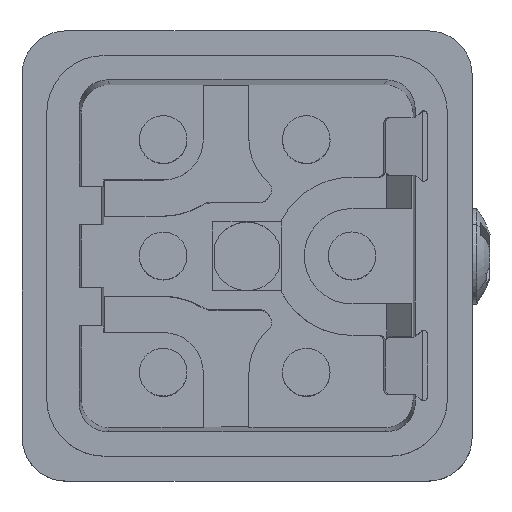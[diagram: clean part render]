
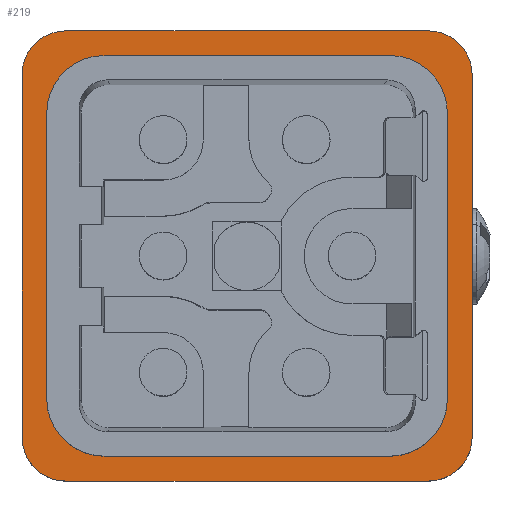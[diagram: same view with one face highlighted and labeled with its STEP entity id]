
A CAD part, top view. The second image highlights one B-rep face of the part: STEP entity #219.
In plain terms, the highlighted planar face has unit normal (0, 0, 1).
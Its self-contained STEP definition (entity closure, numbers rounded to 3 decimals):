
#38=AXIS2_PLACEMENT_3D('Circle Axis2P3D',#36,#37,$) ;
#82=AXIS2_PLACEMENT_3D('Plane Axis2P3D',#79,#80,#81) ;
#95=AXIS2_PLACEMENT_3D('Circle Axis2P3D',#93,#94,$) ;
#109=AXIS2_PLACEMENT_3D('Circle Axis2P3D',#107,#108,$) ;
#123=AXIS2_PLACEMENT_3D('Circle Axis2P3D',#121,#122,$) ;
#171=AXIS2_PLACEMENT_3D('Circle Axis2P3D',#169,#170,$) ;
#185=AXIS2_PLACEMENT_3D('Circle Axis2P3D',#183,#184,$) ;
#199=AXIS2_PLACEMENT_3D('Circle Axis2P3D',#197,#198,$) ;
#36=CARTESIAN_POINT('Axis2P3D Location',(4.3,4.3,36.895)) ;
#40=CARTESIAN_POINT('Vertex',(4.3,1.3,36.895)) ;
#42=CARTESIAN_POINT('Vertex',(1.3,4.3,36.895)) ;
#79=CARTESIAN_POINT('Axis2P3D Location',(16.538,1.375,36.895)) ;
#84=CARTESIAN_POINT('Line Origine',(11.8,0.,36.895)) ;
#88=CARTESIAN_POINT('Vertex',(21.3,0.,36.895)) ;
#90=CARTESIAN_POINT('Vertex',(2.3,0.,36.895)) ;
#93=CARTESIAN_POINT('Axis2P3D Location',(21.3,2.3,36.895)) ;
#97=CARTESIAN_POINT('Vertex',(23.6,2.3,36.895)) ;
#100=CARTESIAN_POINT('Line Origine',(23.6,11.8,36.895)) ;
#104=CARTESIAN_POINT('Vertex',(23.6,21.3,36.895)) ;
#107=CARTESIAN_POINT('Axis2P3D Location',(21.3,21.3,36.895)) ;
#111=CARTESIAN_POINT('Vertex',(21.3,23.6,36.895)) ;
#114=CARTESIAN_POINT('Line Origine',(11.8,23.6,36.895)) ;
#118=CARTESIAN_POINT('Vertex',(2.3,23.6,36.895)) ;
#121=CARTESIAN_POINT('Axis2P3D Location',(2.3,21.3,36.895)) ;
#125=CARTESIAN_POINT('Vertex',(0.,21.3,36.895)) ;
#128=CARTESIAN_POINT('Line Origine',(0.,11.8,36.895)) ;
#132=CARTESIAN_POINT('Vertex',(0.,2.3,36.895)) ;
#136=CARTESIAN_POINT('Control Point',(0.,2.3,36.895)) ;
#137=CARTESIAN_POINT('Control Point',(0.,2.077,36.895)) ;
#138=CARTESIAN_POINT('Control Point',(0.027,1.854,36.895)) ;
#139=CARTESIAN_POINT('Control Point',(0.081,1.636,36.895)) ;
#140=CARTESIAN_POINT('Control Point',(0.241,1.216,36.895)) ;
#141=CARTESIAN_POINT('Control Point',(0.496,0.847,36.895)) ;
#142=CARTESIAN_POINT('Control Point',(0.646,0.679,36.895)) ;
#143=CARTESIAN_POINT('Control Point',(0.983,0.382,36.895)) ;
#144=CARTESIAN_POINT('Control Point',(1.381,0.174,36.895)) ;
#145=CARTESIAN_POINT('Control Point',(1.592,0.095,36.895)) ;
#146=CARTESIAN_POINT('Control Point',(1.863,0.029,36.895)) ;
#147=CARTESIAN_POINT('Control Point',(2.138,0.005,36.895)) ;
#148=CARTESIAN_POINT('Control Point',(2.192,0.002,36.895)) ;
#149=CARTESIAN_POINT('Control Point',(2.246,0.,36.895)) ;
#150=CARTESIAN_POINT('Control Point',(2.3,0.,36.895)) ;
#162=CARTESIAN_POINT('Line Origine',(1.3,11.8,36.895)) ;
#166=CARTESIAN_POINT('Vertex',(1.3,19.3,36.895)) ;
#169=CARTESIAN_POINT('Axis2P3D Location',(4.3,19.3,36.895)) ;
#173=CARTESIAN_POINT('Vertex',(4.3,22.3,36.895)) ;
#176=CARTESIAN_POINT('Line Origine',(11.8,22.3,36.895)) ;
#180=CARTESIAN_POINT('Vertex',(19.3,22.3,36.895)) ;
#183=CARTESIAN_POINT('Axis2P3D Location',(19.3,19.3,36.895)) ;
#187=CARTESIAN_POINT('Vertex',(22.3,19.3,36.895)) ;
#190=CARTESIAN_POINT('Line Origine',(22.3,11.8,36.895)) ;
#194=CARTESIAN_POINT('Vertex',(22.3,4.3,36.895)) ;
#197=CARTESIAN_POINT('Axis2P3D Location',(19.3,4.3,36.895)) ;
#201=CARTESIAN_POINT('Vertex',(19.3,1.3,36.895)) ;
#204=CARTESIAN_POINT('Line Origine',(11.8,1.3,36.895)) ;
#37=DIRECTION('Axis2P3D Direction',(0.,0.,-1.)) ;
#80=DIRECTION('Axis2P3D Direction',(0.,0.,-1.)) ;
#81=DIRECTION('Axis2P3D XDirection',(-1.,0.,0.)) ;
#85=DIRECTION('Vector Direction',(-1.,0.,0.)) ;
#94=DIRECTION('Axis2P3D Direction',(0.,0.,-1.)) ;
#101=DIRECTION('Vector Direction',(0.,-1.,0.)) ;
#108=DIRECTION('Axis2P3D Direction',(0.,0.,-1.)) ;
#115=DIRECTION('Vector Direction',(1.,0.,0.)) ;
#122=DIRECTION('Axis2P3D Direction',(0.,0.,-1.)) ;
#129=DIRECTION('Vector Direction',(0.,1.,0.)) ;
#163=DIRECTION('Vector Direction',(0.,-1.,0.)) ;
#170=DIRECTION('Axis2P3D Direction',(0.,0.,-1.)) ;
#177=DIRECTION('Vector Direction',(-1.,0.,0.)) ;
#184=DIRECTION('Axis2P3D Direction',(0.,0.,-1.)) ;
#191=DIRECTION('Vector Direction',(0.,1.,0.)) ;
#198=DIRECTION('Axis2P3D Direction',(0.,0.,-1.)) ;
#205=DIRECTION('Vector Direction',(1.,0.,0.)) ;
#86=VECTOR('Line Direction',#85,1.) ;
#102=VECTOR('Line Direction',#101,1.) ;
#116=VECTOR('Line Direction',#115,1.) ;
#130=VECTOR('Line Direction',#129,1.) ;
#164=VECTOR('Line Direction',#163,1.) ;
#178=VECTOR('Line Direction',#177,1.) ;
#192=VECTOR('Line Direction',#191,1.) ;
#206=VECTOR('Line Direction',#205,1.) ;
#153=ORIENTED_EDGE('',*,*,#92,.F.) ;
#154=ORIENTED_EDGE('',*,*,#99,.F.) ;
#155=ORIENTED_EDGE('',*,*,#106,.F.) ;
#156=ORIENTED_EDGE('',*,*,#113,.F.) ;
#157=ORIENTED_EDGE('',*,*,#120,.F.) ;
#158=ORIENTED_EDGE('',*,*,#127,.F.) ;
#159=ORIENTED_EDGE('',*,*,#134,.F.) ;
#160=ORIENTED_EDGE('',*,*,#151,.T.) ;
#210=ORIENTED_EDGE('',*,*,#168,.F.) ;
#211=ORIENTED_EDGE('',*,*,#175,.T.) ;
#212=ORIENTED_EDGE('',*,*,#182,.F.) ;
#213=ORIENTED_EDGE('',*,*,#189,.T.) ;
#214=ORIENTED_EDGE('',*,*,#196,.F.) ;
#215=ORIENTED_EDGE('',*,*,#203,.T.) ;
#216=ORIENTED_EDGE('',*,*,#208,.F.) ;
#217=ORIENTED_EDGE('',*,*,#44,.T.) ;
#218=FACE_BOUND('',#209,.T.) ;
#219=ADVANCED_FACE('Hauptkoerper',(#161,#218),#83,.F.) ;
#135=B_SPLINE_CURVE_WITH_KNOTS('',5,(#136,#137,#138,#139,#140,#141,#142,#143,#144,#145,#146,#147,#148,#149,#150),.UNSPECIFIED.,.F.,.U.,(6,3,3,3,6),(0.,1.576,3.152,4.728,5.109),.UNSPECIFIED.) ;
#39=CIRCLE('generated circle',#38,3.) ;
#96=CIRCLE('generated circle',#95,2.3) ;
#110=CIRCLE('generated circle',#109,2.3) ;
#124=CIRCLE('generated circle',#123,2.3) ;
#172=CIRCLE('generated circle',#171,3.) ;
#186=CIRCLE('generated circle',#185,3.) ;
#200=CIRCLE('generated circle',#199,3.) ;
#44=EDGE_CURVE('',#41,#43,#39,.T.) ;
#92=EDGE_CURVE('',#89,#91,#87,.T.) ;
#99=EDGE_CURVE('',#98,#89,#96,.T.) ;
#106=EDGE_CURVE('',#105,#98,#103,.T.) ;
#113=EDGE_CURVE('',#112,#105,#110,.T.) ;
#120=EDGE_CURVE('',#119,#112,#117,.T.) ;
#127=EDGE_CURVE('',#126,#119,#124,.T.) ;
#134=EDGE_CURVE('',#133,#126,#131,.T.) ;
#151=EDGE_CURVE('',#133,#91,#135,.T.) ;
#168=EDGE_CURVE('',#167,#43,#165,.T.) ;
#175=EDGE_CURVE('',#167,#174,#172,.T.) ;
#182=EDGE_CURVE('',#181,#174,#179,.T.) ;
#189=EDGE_CURVE('',#181,#188,#186,.T.) ;
#196=EDGE_CURVE('',#195,#188,#193,.T.) ;
#203=EDGE_CURVE('',#195,#202,#200,.T.) ;
#208=EDGE_CURVE('',#41,#202,#207,.T.) ;
#152=EDGE_LOOP('',(#153,#154,#155,#156,#157,#158,#159,#160)) ;
#209=EDGE_LOOP('',(#210,#211,#212,#213,#214,#215,#216,#217)) ;
#161=FACE_OUTER_BOUND('',#152,.T.) ;
#87=LINE('Line',#84,#86) ;
#103=LINE('Line',#100,#102) ;
#117=LINE('Line',#114,#116) ;
#131=LINE('Line',#128,#130) ;
#165=LINE('Line',#162,#164) ;
#179=LINE('Line',#176,#178) ;
#193=LINE('Line',#190,#192) ;
#207=LINE('Line',#204,#206) ;
#83=PLANE('',#82) ;
#41=VERTEX_POINT('',#40) ;
#43=VERTEX_POINT('',#42) ;
#89=VERTEX_POINT('',#88) ;
#91=VERTEX_POINT('',#90) ;
#98=VERTEX_POINT('',#97) ;
#105=VERTEX_POINT('',#104) ;
#112=VERTEX_POINT('',#111) ;
#119=VERTEX_POINT('',#118) ;
#126=VERTEX_POINT('',#125) ;
#133=VERTEX_POINT('',#132) ;
#167=VERTEX_POINT('',#166) ;
#174=VERTEX_POINT('',#173) ;
#181=VERTEX_POINT('',#180) ;
#188=VERTEX_POINT('',#187) ;
#195=VERTEX_POINT('',#194) ;
#202=VERTEX_POINT('',#201) ;
